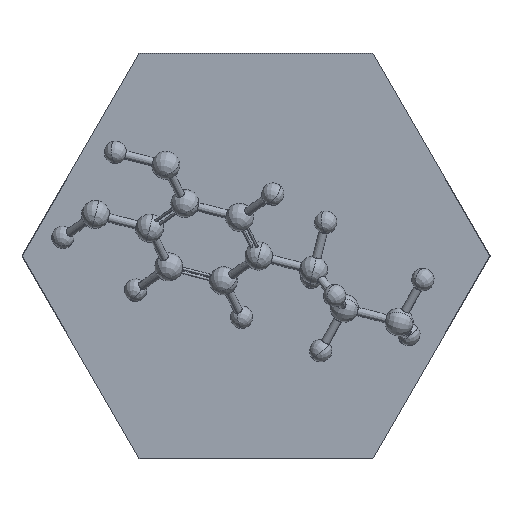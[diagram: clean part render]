
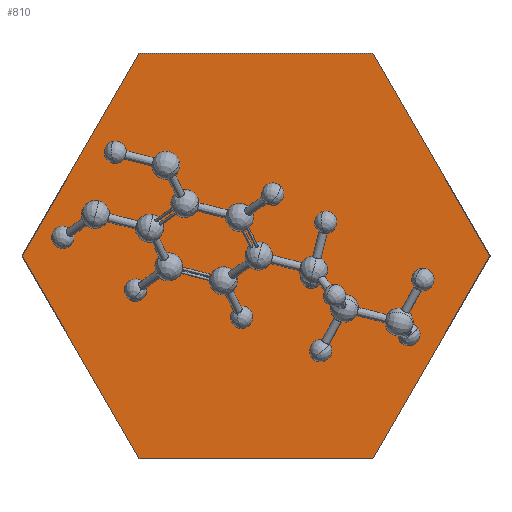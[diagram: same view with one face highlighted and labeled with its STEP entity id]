
A CAD part, top view. The second image highlights one B-rep face of the part: STEP entity #810.
In plain terms, the highlighted free-form (B-spline) face has degree [1, 1] with [2, 2] control points.
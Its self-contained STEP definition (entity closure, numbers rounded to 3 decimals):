
#810=ADVANCED_FACE('',(#961),#2049,.T.);
#961=FACE_OUTER_BOUND('',#1112,.T.);
#1112=EDGE_LOOP('',(#1263,#1264,#1265,#1266,#1267,#1268));
#1263=ORIENTED_EDGE('',*,*,#1681,.T.);
#1264=ORIENTED_EDGE('',*,*,#1682,.T.);
#1265=ORIENTED_EDGE('',*,*,#1683,.T.);
#1266=ORIENTED_EDGE('',*,*,#1684,.T.);
#1267=ORIENTED_EDGE('',*,*,#1685,.T.);
#1268=ORIENTED_EDGE('',*,*,#1686,.T.);
#1681=EDGE_CURVE('',#1893,#1894,#2056,.T.);
#1682=EDGE_CURVE('',#1894,#1895,#2057,.T.);
#1683=EDGE_CURVE('',#1895,#1896,#2058,.T.);
#1684=EDGE_CURVE('',#1896,#1897,#2059,.T.);
#1685=EDGE_CURVE('',#1897,#1898,#2060,.T.);
#1686=EDGE_CURVE('',#1898,#1893,#2061,.T.);
#1893=VERTEX_POINT('',#2201);
#1894=VERTEX_POINT('',#2202);
#1895=VERTEX_POINT('',#2203);
#1896=VERTEX_POINT('',#2204);
#1897=VERTEX_POINT('',#2205);
#1898=VERTEX_POINT('',#2206);
#2049=B_SPLINE_SURFACE_WITH_KNOTS('',1,1,((#2173,#2174),(#2175,#2176)),.UNSPECIFIED.,
.F.,.F.,.F.,(2,2),(2,2),(15.34,184.66),(28.12,171.88),
.UNSPECIFIED.);
#2056=B_SPLINE_CURVE_WITH_KNOTS('',3,(#2125,#2126,#2127,#2128),.UNSPECIFIED.,
.F.,.F.,(4,4),(-83.,0.),.UNSPECIFIED.);
#2057=B_SPLINE_CURVE_WITH_KNOTS('',3,(#2129,#2130,#2131,#2132),.UNSPECIFIED.,
.F.,.F.,(4,4),(-83.,0.),.UNSPECIFIED.);
#2058=B_SPLINE_CURVE_WITH_KNOTS('',3,(#2133,#2134,#2135,#2136),.UNSPECIFIED.,
.F.,.F.,(4,4),(-83.,0.),.UNSPECIFIED.);
#2059=B_SPLINE_CURVE_WITH_KNOTS('',3,(#2137,#2138,#2139,#2140),.UNSPECIFIED.,
.F.,.F.,(4,4),(-83.,0.),.UNSPECIFIED.);
#2060=B_SPLINE_CURVE_WITH_KNOTS('',3,(#2141,#2142,#2143,#2144),.UNSPECIFIED.,
.F.,.F.,(4,4),(-83.,0.),.UNSPECIFIED.);
#2061=B_SPLINE_CURVE_WITH_KNOTS('',3,(#2145,#2146,#2147,#2148),.UNSPECIFIED.,
.F.,.F.,(4,4),(-83.,0.),.UNSPECIFIED.);
#2125=CARTESIAN_POINT('',(83.,0.,-21.));
#2126=CARTESIAN_POINT('',(69.167,23.96,-21.));
#2127=CARTESIAN_POINT('',(55.333,47.92,-21.));
#2128=CARTESIAN_POINT('',(41.5,71.88,-21.));
#2129=CARTESIAN_POINT('',(41.5,71.88,-21.));
#2130=CARTESIAN_POINT('',(13.833,71.88,-21.));
#2131=CARTESIAN_POINT('',(-13.833,71.88,-21.));
#2132=CARTESIAN_POINT('',(-41.5,71.88,-21.));
#2133=CARTESIAN_POINT('',(-41.5,71.88,-21.));
#2134=CARTESIAN_POINT('',(-55.333,47.92,-21.));
#2135=CARTESIAN_POINT('',(-69.167,23.96,-21.));
#2136=CARTESIAN_POINT('',(-83.,0.,-21.));
#2137=CARTESIAN_POINT('',(-83.,0.,-21.));
#2138=CARTESIAN_POINT('',(-69.167,-23.96,-21.));
#2139=CARTESIAN_POINT('',(-55.333,-47.92,-21.));
#2140=CARTESIAN_POINT('',(-41.5,-71.88,-21.));
#2141=CARTESIAN_POINT('',(-41.5,-71.88,-21.));
#2142=CARTESIAN_POINT('',(-13.833,-71.88,-21.));
#2143=CARTESIAN_POINT('',(13.833,-71.88,-21.));
#2144=CARTESIAN_POINT('',(41.5,-71.88,-21.));
#2145=CARTESIAN_POINT('',(41.5,-71.88,-21.));
#2146=CARTESIAN_POINT('',(55.333,-47.92,-21.));
#2147=CARTESIAN_POINT('',(69.167,-23.96,-21.));
#2148=CARTESIAN_POINT('',(83.,0.,-21.));
#2173=CARTESIAN_POINT('',(-84.66,-71.88,-21.));
#2174=CARTESIAN_POINT('',(-84.66,71.88,-21.));
#2175=CARTESIAN_POINT('',(84.66,-71.88,-21.));
#2176=CARTESIAN_POINT('',(84.66,71.88,-21.));
#2201=CARTESIAN_POINT('',(83.,0.,-21.));
#2202=CARTESIAN_POINT('',(41.5,71.88,-21.));
#2203=CARTESIAN_POINT('',(-41.5,71.88,-21.));
#2204=CARTESIAN_POINT('',(-83.,0.,-21.));
#2205=CARTESIAN_POINT('',(-41.5,-71.88,-21.));
#2206=CARTESIAN_POINT('',(41.5,-71.88,-21.));
